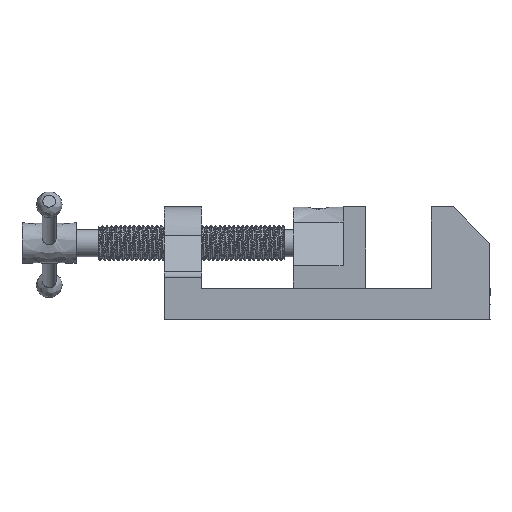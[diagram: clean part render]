
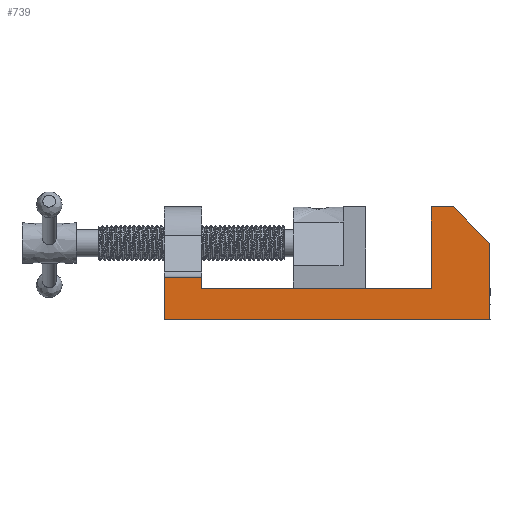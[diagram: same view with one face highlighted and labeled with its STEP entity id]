
A CAD part, front view. The second image highlights one B-rep face of the part: STEP entity #739.
In plain terms, the highlighted free-form (B-spline) face has degree [1, 1] with [2, 2] control points.
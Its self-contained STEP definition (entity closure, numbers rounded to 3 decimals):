
#99 = VERTEX_POINT('',#100);
#100 = CARTESIAN_POINT('',(-151.604,0.,16.646));
#105 = EDGE_CURVE('',#99,#106,#108,.T.);
#106 = VERTEX_POINT('',#107);
#107 = CARTESIAN_POINT('',(-30.914,0.,16.646));
#108 = B_SPLINE_CURVE_WITH_KNOTS('',1,(#109,#110),.UNSPECIFIED.,.F.,.F.,
  (2,2),(0.,101.504),.PIECEWISE_BEZIER_KNOTS.);
#109 = CARTESIAN_POINT('',(-151.604,0.,16.646));
#110 = CARTESIAN_POINT('',(-30.914,0.,16.646));
#183 = VERTEX_POINT('',#184);
#184 = CARTESIAN_POINT('',(0.,0.,40.426));
#189 = EDGE_CURVE('',#183,#190,#192,.T.);
#190 = VERTEX_POINT('',#191);
#191 = CARTESIAN_POINT('',(0.,0.,0.));
#192 = B_SPLINE_CURVE_WITH_KNOTS('',1,(#193,#194),.UNSPECIFIED.,.F.,.F.,
  (2,2),(-20.,14.),.PIECEWISE_BEZIER_KNOTS.);
#193 = CARTESIAN_POINT('',(0.,0.,40.426));
#194 = CARTESIAN_POINT('',(0.,0.,0.));
#245 = EDGE_CURVE('',#190,#246,#248,.T.);
#246 = VERTEX_POINT('',#247);
#247 = CARTESIAN_POINT('',(-171.218,0.,0.));
#248 = B_SPLINE_CURVE_WITH_KNOTS('',1,(#249,#250),.UNSPECIFIED.,.F.,.F.,
  (2,2),(0.,144.),.PIECEWISE_BEZIER_KNOTS.);
#249 = CARTESIAN_POINT('',(0.,0.,0.));
#250 = CARTESIAN_POINT('',(-171.218,0.,0.));
#334 = VERTEX_POINT('',#335);
#335 = CARTESIAN_POINT('',(-151.604,0.,
    22.591));
#342 = VERTEX_POINT('',#343);
#343 = CARTESIAN_POINT('',(-171.218,0.,
    22.591));
#348 = EDGE_CURVE('',#334,#342,#349,.T.);
#349 = B_SPLINE_CURVE_WITH_KNOTS('',1,(#350,#351),.UNSPECIFIED.,.F.,.F.,
  (2,2),(19.504,36.),.PIECEWISE_BEZIER_KNOTS.);
#350 = CARTESIAN_POINT('',(-151.604,0.,22.591));
#351 = CARTESIAN_POINT('',(-171.218,0.,22.591));
#739 = ADVANCED_FACE('',(#740),#775,.F.);
#740 = FACE_BOUND('',#741,.T.);
#741 = EDGE_LOOP('',(#742,#743,#748,#749,#750,#757,#764,#769,#770));
#742 = ORIENTED_EDGE('',*,*,#348,.T.);
#743 = ORIENTED_EDGE('',*,*,#744,.F.);
#744 = EDGE_CURVE('',#246,#342,#745,.T.);
#745 = B_SPLINE_CURVE_WITH_KNOTS('',1,(#746,#747),.UNSPECIFIED.,.F.,.F.,
  (2,2),(0.,19.),.PIECEWISE_BEZIER_KNOTS.);
#746 = CARTESIAN_POINT('',(-171.218,0.,0.));
#747 = CARTESIAN_POINT('',(-171.218,0.,22.591));
#748 = ORIENTED_EDGE('',*,*,#245,.F.);
#749 = ORIENTED_EDGE('',*,*,#189,.F.);
#750 = ORIENTED_EDGE('',*,*,#751,.T.);
#751 = EDGE_CURVE('',#183,#752,#754,.T.);
#752 = VERTEX_POINT('',#753);
#753 = CARTESIAN_POINT('',(-19.024,0.,59.451));
#754 = B_SPLINE_CURVE_WITH_KNOTS('',1,(#755,#756),.UNSPECIFIED.,.F.,.F.,
  (2,2),(0.,22.627),.PIECEWISE_BEZIER_KNOTS.);
#755 = CARTESIAN_POINT('',(0.,0.,40.426));
#756 = CARTESIAN_POINT('',(-19.024,0.,59.451));
#757 = ORIENTED_EDGE('',*,*,#758,.F.);
#758 = EDGE_CURVE('',#759,#752,#761,.T.);
#759 = VERTEX_POINT('',#760);
#760 = CARTESIAN_POINT('',(-30.914,0.,59.451));
#761 = B_SPLINE_CURVE_WITH_KNOTS('',1,(#762,#763),.UNSPECIFIED.,.F.,.F.,
  (2,2),(0.,10.),.PIECEWISE_BEZIER_KNOTS.);
#762 = CARTESIAN_POINT('',(-30.914,0.,59.451));
#763 = CARTESIAN_POINT('',(-19.024,0.,59.451));
#764 = ORIENTED_EDGE('',*,*,#765,.F.);
#765 = EDGE_CURVE('',#106,#759,#766,.T.);
#766 = B_SPLINE_CURVE_WITH_KNOTS('',1,(#767,#768),.UNSPECIFIED.,.F.,.F.,
  (2,2),(0.,36.),.PIECEWISE_BEZIER_KNOTS.);
#767 = CARTESIAN_POINT('',(-30.914,0.,16.646));
#768 = CARTESIAN_POINT('',(-30.914,0.,59.451));
#769 = ORIENTED_EDGE('',*,*,#105,.F.);
#770 = ORIENTED_EDGE('',*,*,#771,.F.);
#771 = EDGE_CURVE('',#334,#99,#772,.T.);
#772 = B_SPLINE_CURVE_WITH_KNOTS('',1,(#773,#774),.UNSPECIFIED.,.F.,.F.,
  (2,2),(31.,36.),.PIECEWISE_BEZIER_KNOTS.);
#773 = CARTESIAN_POINT('',(-151.604,0.,22.591));
#774 = CARTESIAN_POINT('',(-151.604,0.,16.646));
#775 = B_SPLINE_SURFACE_WITH_KNOTS('',1,1,(
    (#776,#777)
    ,(#778,#779
    )),.UNSPECIFIED.,.F.,.F.,.F.,(2,2),(2,2),(-72.,72.),(-25.,25.),
  .PIECEWISE_BEZIER_KNOTS.);
#776 = CARTESIAN_POINT('',(-171.218,0.,59.451));
#777 = CARTESIAN_POINT('',(-171.218,0.,0.));
#778 = CARTESIAN_POINT('',(0.,0.,59.451));
#779 = CARTESIAN_POINT('',(0.,0.,0.));
